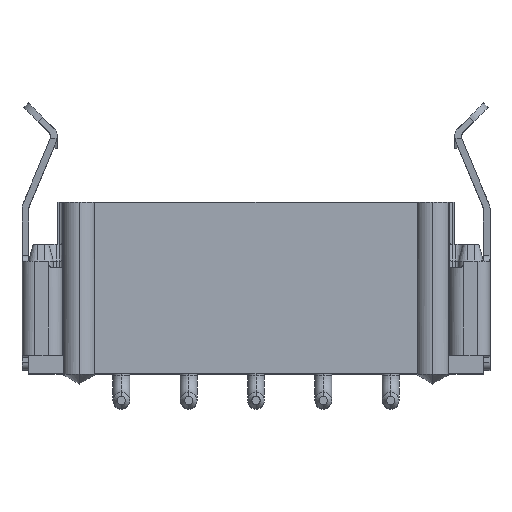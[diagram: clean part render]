
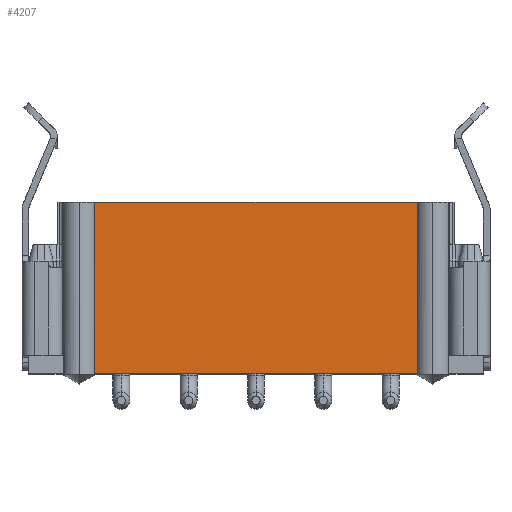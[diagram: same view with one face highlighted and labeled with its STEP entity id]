
A CAD part, top view. The second image highlights one B-rep face of the part: STEP entity #4207.
In plain terms, the highlighted planar face has unit normal (0, 0, 1).
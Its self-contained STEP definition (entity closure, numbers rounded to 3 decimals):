
#37=DIRECTION('',(1.,0.,0.));
#38=VECTOR('',#37,9.583);
#39=CARTESIAN_POINT('',(-4.792,0.,1.775));
#40=LINE('',#39,#38);
#393=DIRECTION('',(1.,0.,0.));
#394=VECTOR('',#393,9.583);
#395=CARTESIAN_POINT('',(-4.792,5.1,1.775));
#396=LINE('',#395,#394);
#1355=DIRECTION('',(0.,-1.,0.));
#1356=VECTOR('',#1355,5.1);
#1357=CARTESIAN_POINT('',(-4.792,5.1,1.775));
#1358=LINE('',#1357,#1356);
#1362=DIRECTION('',(0.,1.,0.));
#1363=VECTOR('',#1362,5.1);
#1364=CARTESIAN_POINT('',(4.792,0.,1.775));
#1365=LINE('',#1364,#1363);
#2718=CARTESIAN_POINT('',(4.792,0.,1.775));
#2720=VERTEX_POINT('',#2718);
#2725=CARTESIAN_POINT('',(4.792,5.1,1.775));
#2726=VERTEX_POINT('',#2725);
#2748=CARTESIAN_POINT('',(-4.792,0.,1.775));
#2750=VERTEX_POINT('',#2748);
#2755=CARTESIAN_POINT('',(-4.792,5.1,1.775));
#2756=VERTEX_POINT('',#2755);
#4194=CARTESIAN_POINT('',(-5.75,0.,1.775));
#4195=DIRECTION('',(0.,0.,1.));
#4196=DIRECTION('',(1.,0.,0.));
#4197=AXIS2_PLACEMENT_3D('',#4194,#4195,#4196);
#4198=PLANE('',#4197);
#4200=ORIENTED_EDGE('',*,*,#4199,.F.);
#4201=ORIENTED_EDGE('',*,*,#3412,.T.);
#4203=ORIENTED_EDGE('',*,*,#4202,.F.);
#4204=ORIENTED_EDGE('',*,*,#3156,.F.);
#4205=EDGE_LOOP('',(#4200,#4201,#4203,#4204));
#4206=FACE_OUTER_BOUND('',#4205,.F.);
#3156=EDGE_CURVE('',#2750,#2720,#40,.T.);
#3412=EDGE_CURVE('',#2756,#2726,#396,.T.);
#4199=EDGE_CURVE('',#2756,#2750,#1358,.T.);
#4202=EDGE_CURVE('',#2720,#2726,#1365,.T.);
#4207=ADVANCED_FACE('',(#4206),#4198,.T.);
